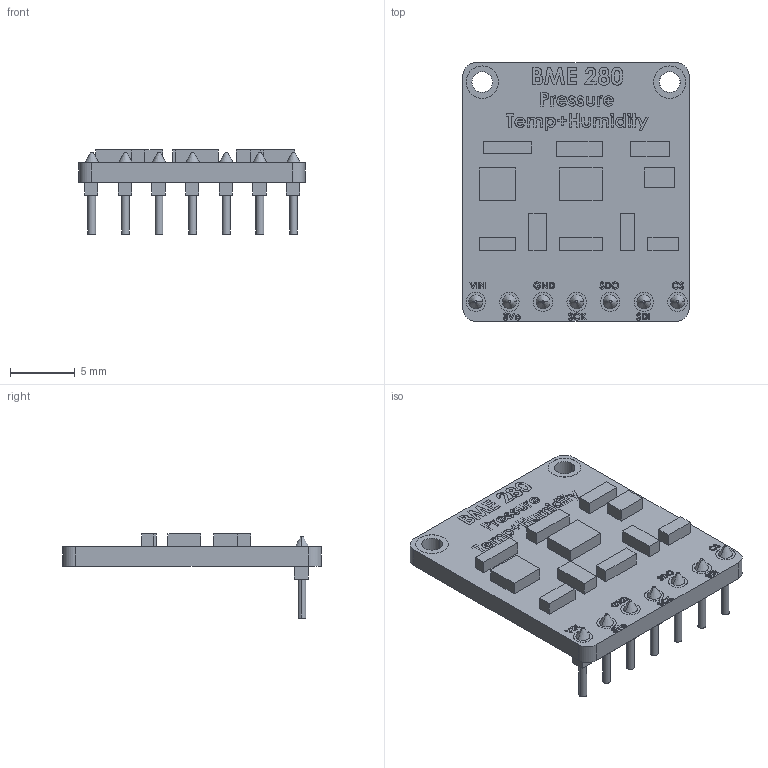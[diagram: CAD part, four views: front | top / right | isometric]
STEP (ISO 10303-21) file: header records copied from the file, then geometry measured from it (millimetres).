
FILE_DESCRIPTION (( 'STEP AP203' ), '1' );
FILE_NAME ('bme280.STEP', '2022-03-01T17:05:14', ( '' ), ( '' ), 'SwSTEP 2.0', 'SolidWorks 2021', '' );
FILE_SCHEMA (( 'CONFIG_CONTROL_DESIGN' ));
Length unit declared in the file: millimetre
Products named in the file (1): bme280
Bounding box: 17.5 x 20 x 6.51 mm (x, y, z)
Volume: 577 mm3; surface area: 1014.4 mm2
Topology: 1 solids, 8 shells, 885 faces, 2249 edges, 1490 vertices
Faces by surface type: plane 500, bspline 288, cylinder 83, cone 14
Entity records: 41122 total; most frequent: CARTESIAN_POINT 21425, ORIENTED_EDGE 4498, DIRECTION 3077, EDGE_CURVE 2249, VERTEX_POINT 1490, LINE 1465, VECTOR 1465, EDGE_LOOP 999
